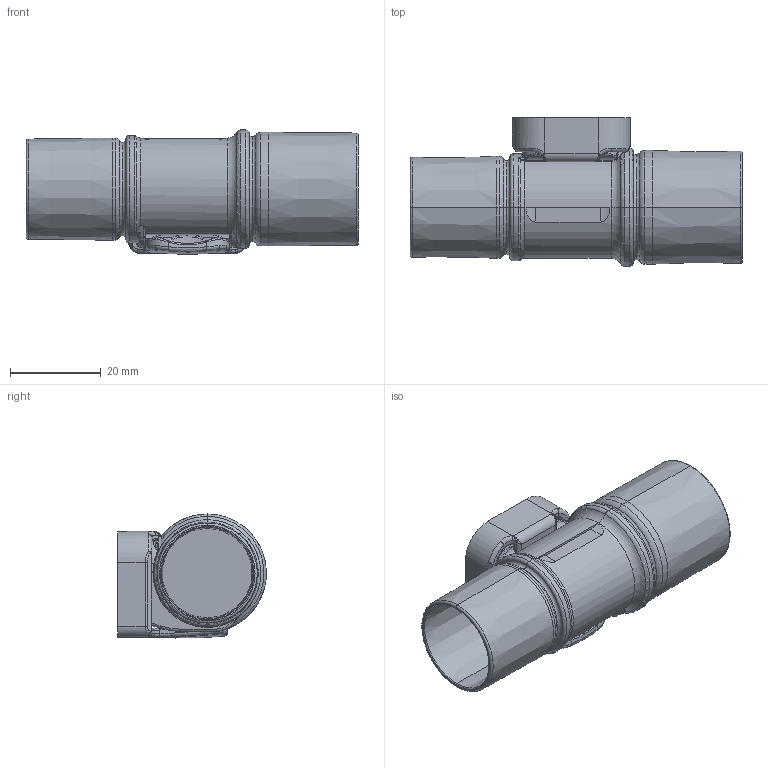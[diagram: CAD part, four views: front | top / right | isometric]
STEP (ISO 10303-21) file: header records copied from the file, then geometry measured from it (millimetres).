
FILE_DESCRIPTION (( 'STEP AP203' ), '1' );
FILE_NAME ('115415-_Datenblatt SFM 3200-AW mit Deckel.step', '2015-07-28T10:47:10', ( 'IT' ), ( '' ), 'SwSTEP 2.0', 'SolidWorks 2015', '' );
FILE_SCHEMA (( 'CONFIG_CONTROL_DESIGN' ));
Length unit declared in the file: millimetre
Products named in the file (3): 115415-_Datenblatt SFM 3200-AW mit Deckel; 111164_00; 115465_00
Assembly tree (2 placements, depth 2):
  115415-_Datenblatt SFM 3200-AW mit Deckel
    111164_00
    115465_00
Bounding box: 73 x 32.7 x 27.27 mm (x, y, z)
Volume: 21456 mm3; surface area: 13718.8 mm2
Topology: 13 solids, 13 shells, 1146 faces, 2779 edges, 1676 vertices
Faces by surface type: plane 348, cylinder 327, bspline 248, torus 126, cone 77, sphere 20
Entity records: 50214 total; most frequent: CARTESIAN_POINT 25004, ORIENTED_EDGE 5480, DIRECTION 4853, EDGE_CURVE 2740, AXIS2_PLACEMENT_3D 1871, VERTEX_POINT 1676, EDGE_LOOP 1214, FACE_OUTER_BOUND 1146
